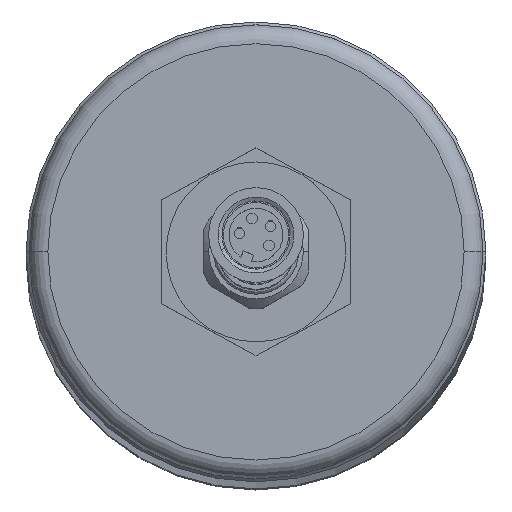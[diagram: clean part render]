
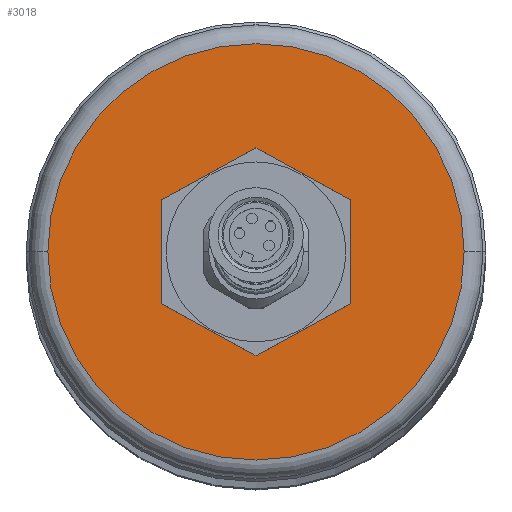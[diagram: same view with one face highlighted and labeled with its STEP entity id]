
A CAD part, top view. The second image highlights one B-rep face of the part: STEP entity #3018.
In plain terms, the highlighted planar face has unit normal (0, 0, 1).
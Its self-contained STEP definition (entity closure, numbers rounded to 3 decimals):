
#48 = CARTESIAN_POINT ( 'NONE',  ( 0., 0., 0. ) ) ;
#130 = DIRECTION ( 'NONE',  ( 0., 0., -1. ) ) ;
#221 = DIRECTION ( 'NONE',  ( -1., 0., 0. ) ) ;
#225 = CARTESIAN_POINT ( 'NONE',  ( -22., 0., 0. ) ) ;
#365 = ORIENTED_EDGE ( 'NONE', *, *, #4711, .T. ) ;
#440 = VERTEX_POINT ( 'NONE', #5635 ) ;
#476 = EDGE_CURVE ( 'NONE', #4719, #4229, #4530, .T. ) ;
#758 = ORIENTED_EDGE ( 'NONE', *, *, #4542, .F. ) ;
#855 = VERTEX_POINT ( 'NONE', #5562 ) ;
#993 = ORIENTED_EDGE ( 'NONE', *, *, #476, .T. ) ;
#1093 = DIRECTION ( 'NONE',  ( -1., 0., 0. ) ) ;
#1100 = CARTESIAN_POINT ( 'NONE',  ( 0., 0., 0. ) ) ;
#1422 = CARTESIAN_POINT ( 'NONE',  ( 0., 0., 0. ) ) ;
#1436 = AXIS2_PLACEMENT_3D ( 'NONE', #5847, #1602, #221 ) ;
#1506 = EDGE_CURVE ( 'NONE', #440, #855, #2708, .T. ) ;
#1517 = DIRECTION ( 'NONE',  ( 0., 0., 1. ) ) ;
#1602 = DIRECTION ( 'NONE',  ( 0., 0., 1. ) ) ;
#1764 = AXIS2_PLACEMENT_3D ( 'NONE', #3438, #130, #1093 ) ;
#1930 = AXIS2_PLACEMENT_3D ( 'NONE', #1100, #5698, #2045 ) ;
#2045 = DIRECTION ( 'NONE',  ( -1., 0., 0. ) ) ;
#2122 = AXIS2_PLACEMENT_3D ( 'NONE', #1422, #1517, #3349 ) ;
#2491 = CARTESIAN_POINT ( 'NONE',  ( 22., 0., 0. ) ) ;
#2708 = CIRCLE ( 'NONE', #1930, 9.5 ) ;
#2791 = EDGE_LOOP ( 'NONE', ( #993, #365 ) ) ;
#2932 = FACE_OUTER_BOUND ( 'NONE', #2791, .T. ) ;
#3018 = ADVANCED_FACE ( 'NONE', ( #2932, #3932 ), #5173, .F. ) ;
#3176 = CIRCLE ( 'NONE', #4723, 9.5 ) ;
#3349 = DIRECTION ( 'NONE',  ( -1., 0., 0. ) ) ;
#3367 = CIRCLE ( 'NONE', #2122, 22. ) ;
#3438 = CARTESIAN_POINT ( 'NONE',  ( 0., 0., 0. ) ) ;
#3932 = FACE_BOUND ( 'NONE', #5346, .T. ) ;
#4229 = VERTEX_POINT ( 'NONE', #2491 ) ;
#4279 = ORIENTED_EDGE ( 'NONE', *, *, #1506, .F. ) ;
#4515 = DIRECTION ( 'NONE',  ( 0., 0., 1. ) ) ;
#4530 = CIRCLE ( 'NONE', #1436, 22. ) ;
#4542 = EDGE_CURVE ( 'NONE', #855, #440, #3176, .T. ) ;
#4711 = EDGE_CURVE ( 'NONE', #4229, #4719, #3367, .T. ) ;
#4719 = VERTEX_POINT ( 'NONE', #225 ) ;
#4723 = AXIS2_PLACEMENT_3D ( 'NONE', #48, #4515, #5548 ) ;
#5173 = PLANE ( 'NONE',  #1764 ) ;
#5346 = EDGE_LOOP ( 'NONE', ( #758, #4279 ) ) ;
#5548 = DIRECTION ( 'NONE',  ( -1., 0., 0. ) ) ;
#5562 = CARTESIAN_POINT ( 'NONE',  ( -9.5, 0., 0. ) ) ;
#5635 = CARTESIAN_POINT ( 'NONE',  ( 9.5, 0., 0. ) ) ;
#5698 = DIRECTION ( 'NONE',  ( 0., 0., 1. ) ) ;
#5847 = CARTESIAN_POINT ( 'NONE',  ( 0., 0., 0. ) ) ;
